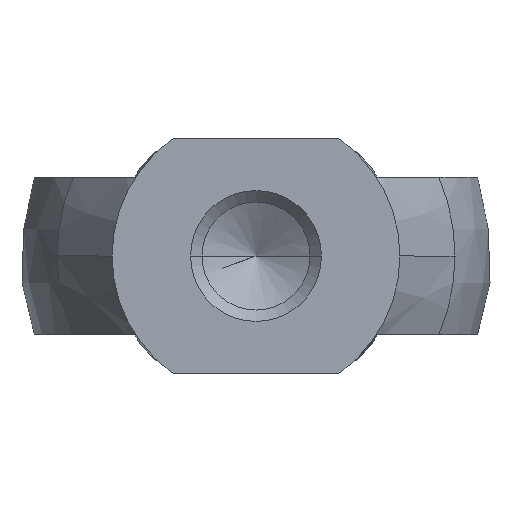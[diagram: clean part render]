
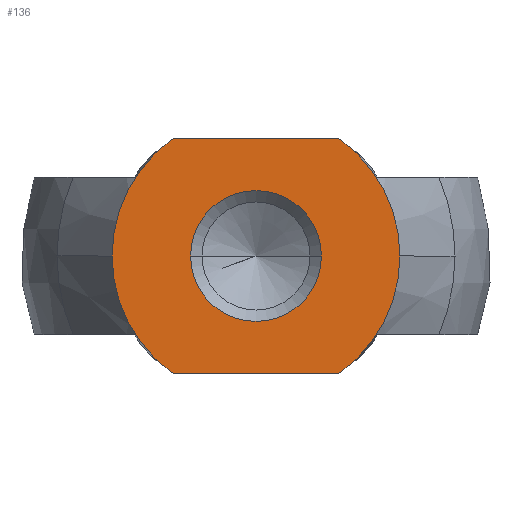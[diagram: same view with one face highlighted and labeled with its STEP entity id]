
A CAD part, front view. The second image highlights one B-rep face of the part: STEP entity #136.
In plain terms, the highlighted planar face has unit normal (0, -1, 0).
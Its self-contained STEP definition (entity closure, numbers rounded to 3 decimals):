
#136=ADVANCED_FACE('',(#290,#291),#292,.T.);
#290=FACE_BOUND('',#469,.T.);
#291=FACE_OUTER_BOUND('',#470,.T.);
#292=PLANE('',#471);
#469=EDGE_LOOP('',(#776,#777));
#470=EDGE_LOOP('',(#778,#779,#780,#781,#782,#783));
#471=AXIS2_PLACEMENT_3D('',#784,#785,#786);
#776=ORIENTED_EDGE('',*,*,#1048,.T.);
#777=ORIENTED_EDGE('',*,*,#1072,.T.);
#778=ORIENTED_EDGE('',*,*,#1086,.T.);
#779=ORIENTED_EDGE('',*,*,#1095,.F.);
#780=ORIENTED_EDGE('',*,*,#1017,.F.);
#781=ORIENTED_EDGE('',*,*,#1093,.T.);
#782=ORIENTED_EDGE('',*,*,#1020,.F.);
#783=ORIENTED_EDGE('',*,*,#1091,.F.);
#784=CARTESIAN_POINT('',(0.0,-27.0,0.0));
#785=DIRECTION('',(0.0,-1.0,0.0));
#786=DIRECTION('',(-1.0,0.0,0.0));
#1017=EDGE_CURVE('',#1203,#1201,#1205,.T.);
#1020=EDGE_CURVE('',#1207,#1210,#1211,.T.);
#1048=EDGE_CURVE('',#1250,#1252,#1254,.T.);
#1072=EDGE_CURVE('',#1252,#1250,#1285,.T.);
#1086=EDGE_CURVE('',#1302,#1300,#1303,.T.);
#1091=EDGE_CURVE('',#1302,#1207,#1308,.T.);
#1093=EDGE_CURVE('',#1203,#1210,#1310,.T.);
#1095=EDGE_CURVE('',#1201,#1300,#1312,.T.);
#1201=VERTEX_POINT('',#1479);
#1203=VERTEX_POINT('',#1482);
#1205=CIRCLE('',#1485,5.5);
#1207=VERTEX_POINT('',#1487);
#1210=VERTEX_POINT('',#1491);
#1211=CIRCLE('',#1492,5.5);
#1250=VERTEX_POINT('',#1552);
#1252=VERTEX_POINT('',#1555);
#1254=CIRCLE('',#1558,2.5);
#1285=CIRCLE('',#1687,2.5);
#1300=VERTEX_POINT('',#1724);
#1302=VERTEX_POINT('',#1727);
#1303=LINE('',#1728,#1729);
#1308=CIRCLE('',#1735,5.5);
#1310=LINE('',#1737,#1738);
#1312=CIRCLE('',#1740,5.5);
#1479=CARTESIAN_POINT('',(5.5,-27.0,0.));
#1482=CARTESIAN_POINT('',(3.162,-27.0,4.5));
#1485=AXIS2_PLACEMENT_3D('',#1900,#1901,#1902);
#1487=CARTESIAN_POINT('',(-5.5,-27.0,0.));
#1491=CARTESIAN_POINT('',(-3.162,-27.0,4.5));
#1492=AXIS2_PLACEMENT_3D('',#1904,#1905,#1906);
#1552=CARTESIAN_POINT('',(2.5,-27.0,0.));
#1555=CARTESIAN_POINT('',(-2.5,-27.0,0.));
#1558=AXIS2_PLACEMENT_3D('',#1943,#1944,#1945);
#1687=AXIS2_PLACEMENT_3D('',#1976,#1977,#1978);
#1724=CARTESIAN_POINT('',(3.162,-27.0,-4.5));
#1727=CARTESIAN_POINT('',(-3.162,-27.0,-4.5));
#1728=CARTESIAN_POINT('',(0.,-27.0,-4.5));
#1729=VECTOR('',#1992,1.0);
#1735=AXIS2_PLACEMENT_3D('',#1997,#1998,#1999);
#1737=CARTESIAN_POINT('',(0.0,-27.0,4.5));
#1738=VECTOR('',#2000,1.0);
#1740=AXIS2_PLACEMENT_3D('',#2001,#2002,#2003);
#1900=CARTESIAN_POINT('',(0.,-27.0,0.0));
#1901=DIRECTION('',(0.,1.0,0.0));
#1902=DIRECTION('',(-1.0,0.,0.0));
#1904=CARTESIAN_POINT('',(0.,-27.0,0.0));
#1905=DIRECTION('',(0.,1.0,0.0));
#1906=DIRECTION('',(-1.0,0.,0.0));
#1943=CARTESIAN_POINT('',(0.0,-27.0,0.0));
#1944=DIRECTION('',(-0.0,1.0,0.0));
#1945=DIRECTION('',(1.0,0.0,0.));
#1976=CARTESIAN_POINT('',(0.0,-27.0,0.0));
#1977=DIRECTION('',(-0.0,1.0,0.0));
#1978=DIRECTION('',(1.0,0.0,0.));
#1992=DIRECTION('',(1.0,0.0,0.));
#1997=CARTESIAN_POINT('',(0.,-27.0,0.0));
#1998=DIRECTION('',(0.,1.0,0.0));
#1999=DIRECTION('',(-1.0,0.,0.0));
#2000=DIRECTION('',(-1.0,0.0,0.0));
#2001=CARTESIAN_POINT('',(0.,-27.0,0.0));
#2002=DIRECTION('',(0.,1.0,0.0));
#2003=DIRECTION('',(-1.0,0.,0.0));
